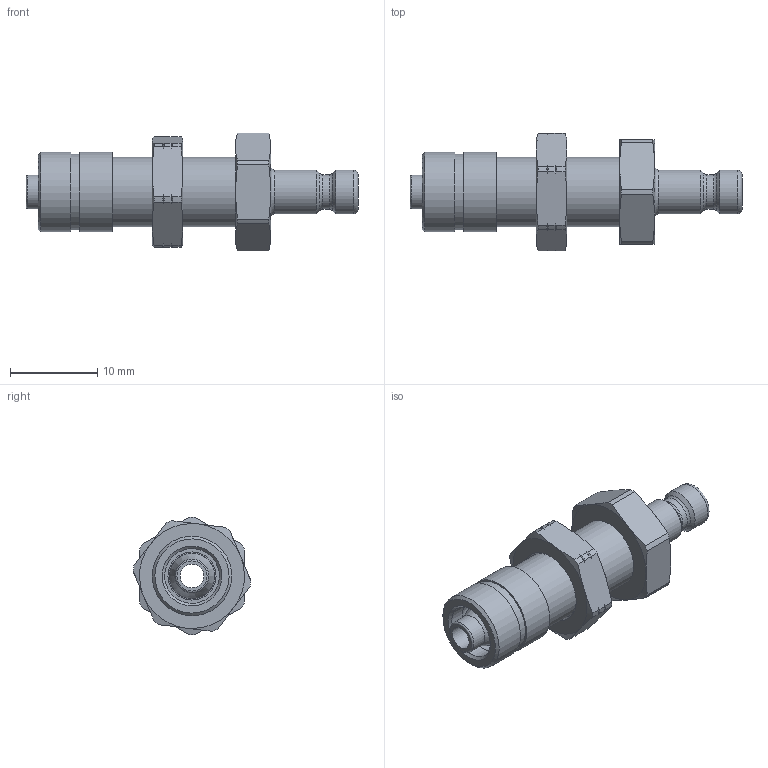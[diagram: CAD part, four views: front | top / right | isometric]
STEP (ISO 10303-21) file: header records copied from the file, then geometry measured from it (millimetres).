
FILE_DESCRIPTION((''),'2;1');
FILE_NAME('20sfks06rxx.stp','2016-08-15T10:57:16',('IA176480'),(''),'Autodesk Inventor 2013','Autodesk Inventor 2013','');
FILE_SCHEMA(('AUTOMOTIVE_DESIGN { 1 0 10303 214 1 1 1 1 }'));
Length unit declared in the file: millimetre
Products named in the file (4): D115233; D115232; D111425; D103006
Assembly tree (3 placements, depth 2):
  D115233
    D115232
    D111425
    D103006
Bounding box: 38 x 13.46 x 13.5 mm (x, y, z)
Volume: 1887.9 mm3; surface area: 2239.2 mm2
Topology: 3 solids, 3 shells, 126 faces, 298 edges, 184 vertices
Faces by surface type: cone 58, cylinder 37, plane 24, torus 7
Full cylindrical faces by diameter (mm): 2.7 x1, 3.85 x1, 3.95 x1, 4.5 x1, 5 x2, 6.25 x1, 7.46 x1, 8 x2, 8.7 x1, 9.1 x2
Entity records: 3509 total; most frequent: CARTESIAN_POINT 777, DIRECTION 562, ORIENTED_EDGE 536, EDGE_CURVE 268, AXIS2_PLACEMENT_3D 257, VERTEX_POINT 184, EDGE_LOOP 168, FACE_OUTER_BOUND 126
